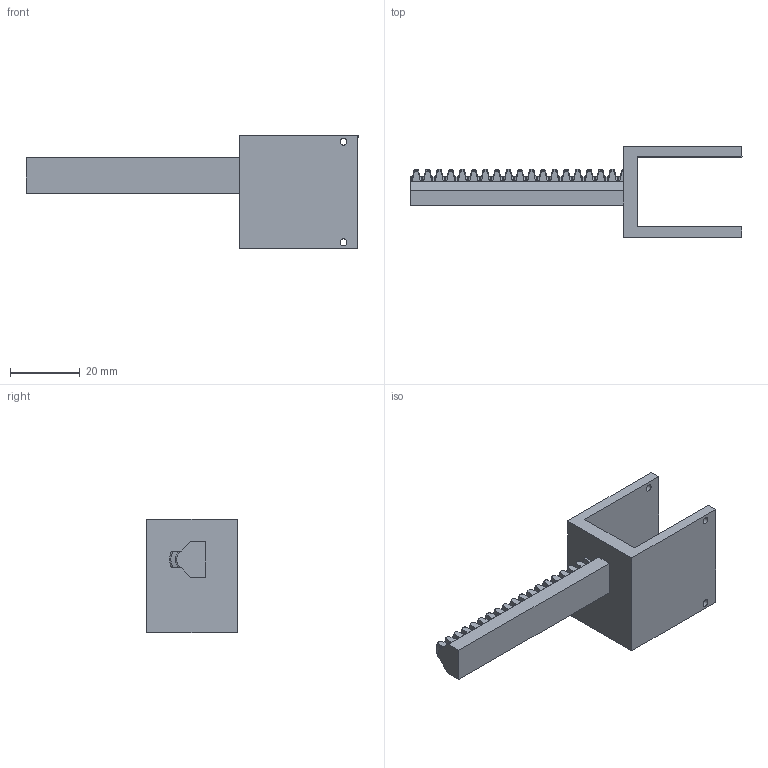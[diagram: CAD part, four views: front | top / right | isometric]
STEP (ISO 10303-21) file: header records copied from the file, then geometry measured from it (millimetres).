
FILE_DESCRIPTION(/* description */ (''),/* implementation_level */ '2;1');
FILE_NAME(/* name */ 'Arm_linear_gear.step',/* time_stamp */ '2023-03-16T20:09:43+01:00',/* author */ (''),/* organization */ (''),/* preprocessor_version */ 'ST-DEVELOPER v19.2',/* originating_system */ 'Autodesk Translation Framework v11.17.0.187',/* authorisation */ '');
FILE_SCHEMA (('AUTOMOTIVE_DESIGN { 1 0 10303 214 3 1 1 }'));
Length unit declared in the file: millimetre
Products named in the file (1): Arm_linear_gear
Bounding box: 95.03 x 26 x 32.54 mm (x, y, z)
Volume: 13745.7 mm3; surface area: 8863.9 mm2
Topology: 1 solids, 1 shells, 171 faces, 504 edges, 336 vertices
Faces by surface type: torus 74, cylinder 42, cone 37, plane 18
Full cylindrical faces by diameter (mm): 2 x4
Entity records: 6754 total; most frequent: CARTESIAN_POINT 2492, ORIENTED_EDGE 1008, DIRECTION 784, EDGE_CURVE 504, VERTEX_POINT 336, AXIS2_PLACEMENT_3D 330, EDGE_LOOP 180, FACE_OUTER_BOUND 171
